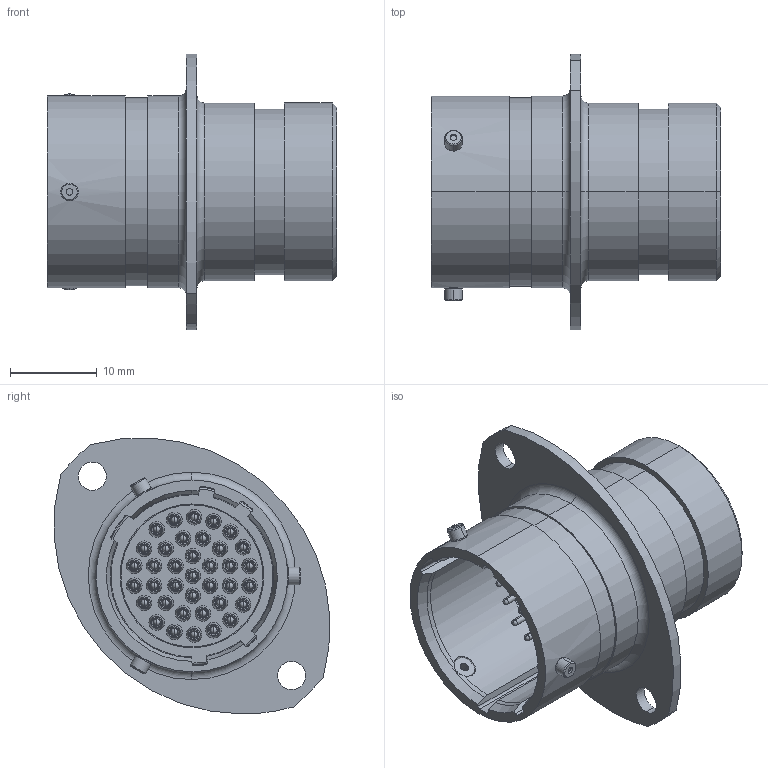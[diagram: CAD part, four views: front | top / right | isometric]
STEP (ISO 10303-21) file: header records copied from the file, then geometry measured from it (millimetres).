
FILE_DESCRIPTION (( 'STEP AP214' ), '1' );
FILE_NAME ('AS014-35PC.STEP', '2018-11-30T12:50:12', ( 'TE Connectivity' ), ( 'TE Connectivity' ), 'SwSTEP 2.0', 'SolidWorks 2016', '' );
FILE_SCHEMA (( 'AUTOMOTIVE_DESIGN' ));
Length unit declared in the file: millimetre
Products named in the file (1): AS014-35PC
Bounding box: 33.31 x 31.76 x 31.8 mm (x, y, z)
Volume: 7481.4 mm3; surface area: 10043.3 mm2
Topology: 47 solids, 47 shells, 1395 faces, 3071 edges, 1929 vertices
Faces by surface type: cylinder 547, torus 394, plane 274, cone 168, sphere 12
Entity records: 55733 total; most frequent: DIRECTION 8106, CARTESIAN_POINT 6648, ORIENTED_EDGE 6130, AXIS2_PLACEMENT_3D 3683, EDGE_CURVE 3065, CIRCLE 2287, VERTEX_POINT 1929, EDGE_LOOP 1798
